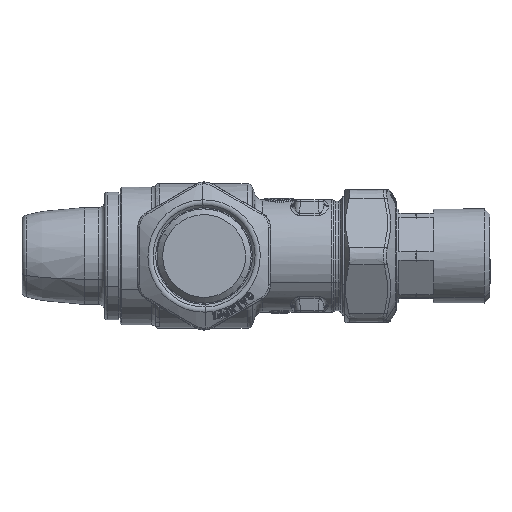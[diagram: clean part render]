
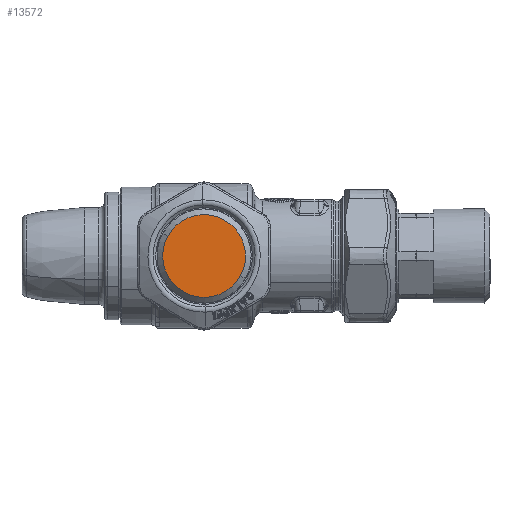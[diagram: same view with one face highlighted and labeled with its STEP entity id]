
A CAD part, left-side view. The second image highlights one B-rep face of the part: STEP entity #13572.
In plain terms, the highlighted planar face has unit normal (-1, 0, 0).
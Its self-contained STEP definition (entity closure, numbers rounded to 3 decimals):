
#2956=CARTESIAN_POINT('Vertex',(-83.5,12.769,6.976)) ;
#2959=CARTESIAN_POINT('Axis2P3D Location',(-83.5,0.,0.)) ;
#2963=CARTESIAN_POINT('Vertex',(-83.5,-12.769,-6.976)) ;
#2984=CARTESIAN_POINT('Axis2P3D Location',(-83.5,0.,0.)) ;
#13563=CARTESIAN_POINT('Axis2P3D Location',(-83.5,0.,0.)) ;
#2960=DIRECTION('Axis2P3D Direction',(1.,0.,0.)) ;
#2985=DIRECTION('Axis2P3D Direction',(1.,0.,0.)) ;
#13564=DIRECTION('Axis2P3D Direction',(1.,0.,0.)) ;
#13565=DIRECTION('Axis2P3D XDirection',(0.,0.,-1.)) ;
#2961=AXIS2_PLACEMENT_3D('Circle Axis2P3D',#2959,#2960,$) ;
#2986=AXIS2_PLACEMENT_3D('Circle Axis2P3D',#2984,#2985,$) ;
#13566=AXIS2_PLACEMENT_3D('Plane Axis2P3D',#13563,#13564,#13565) ;
#2962=CIRCLE('generated circle',#2961,14.55) ;
#2987=CIRCLE('generated circle',#2986,14.55) ;
#13567=PLANE('',#13566) ;
#2965=EDGE_CURVE('',#2957,#2964,#2962,.T.) ;
#2988=EDGE_CURVE('',#2964,#2957,#2987,.T.) ;
#13569=ORIENTED_EDGE('',*,*,#2965,.F.) ;
#13570=ORIENTED_EDGE('',*,*,#2988,.F.) ;
#13568=EDGE_LOOP('',(#13569,#13570)) ;
#2957=VERTEX_POINT('',#2956) ;
#2964=VERTEX_POINT('',#2963) ;
#13572=ADVANCED_FACE('41597_00.1\\41597_LAVORATO',(#13571),#13567,.F.) ;
#13571=FACE_OUTER_BOUND('',#13568,.T.) ;
